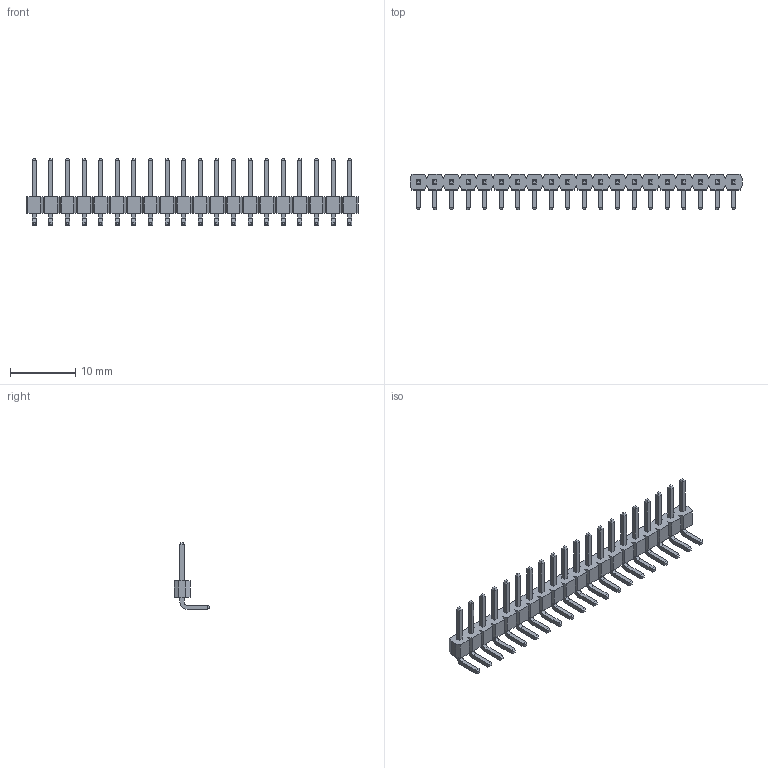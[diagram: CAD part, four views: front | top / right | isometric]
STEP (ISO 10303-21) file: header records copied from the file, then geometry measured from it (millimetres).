
FILE_DESCRIPTION (( 'STEP AP214' ), '1' );
FILE_NAME ('PLS-20R.STEP', '2011-05-17T11:15:44', ( 'vpeshkov' ), ( 'licard' ), 'SwSTEP 2.0', 'SolidWorks 2009', '' );
FILE_SCHEMA (( 'AUTOMOTIVE_DESIGN' ));
Length unit declared in the file: millimetre
Products named in the file (1): PLS-20R
Bounding box: 50.8 x 5.49 x 10.22 mm (x, y, z)
Volume: 383.9 mm3; surface area: 1149.2 mm2
Topology: 1 solids, 1 shells, 564 faces, 1406 edges, 884 vertices
Faces by surface type: plane 524, cylinder 40
Entity records: 21164 total; most frequent: CARTESIAN_POINT 2855, ORIENTED_EDGE 2812, DIRECTION 2616, EDGE_CURVE 1406, VECTOR 1326, LINE 1326, VERTEX_POINT 884, AXIS2_PLACEMENT_3D 645
